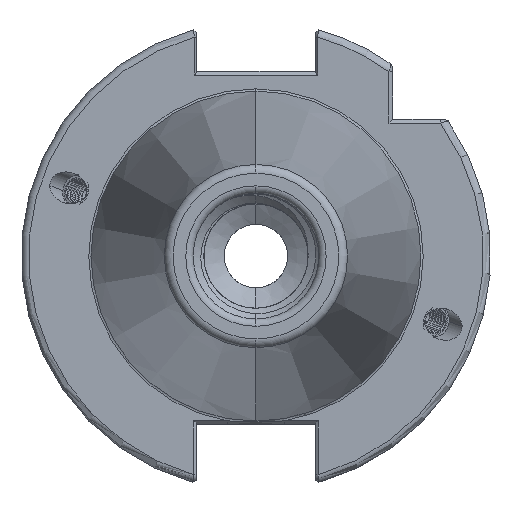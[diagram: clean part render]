
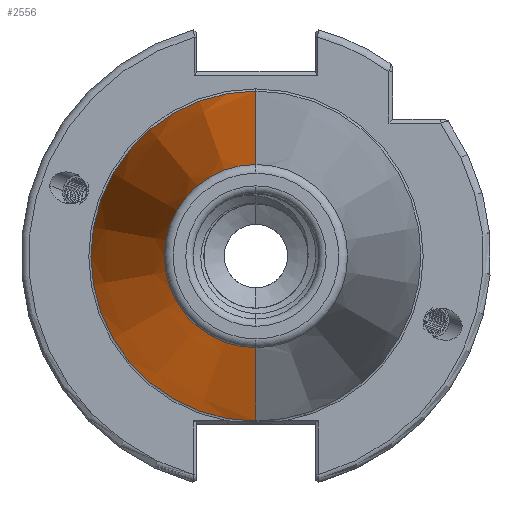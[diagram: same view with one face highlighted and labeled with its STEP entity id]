
A CAD part, left-side view. The second image highlights one B-rep face of the part: STEP entity #2556.
In plain terms, the highlighted conical face has half-angle 8.297 degrees and reference radius 22.692 mm.
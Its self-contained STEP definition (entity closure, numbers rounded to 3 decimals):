
#452 = CONICAL_SURFACE ( 'NONE', #16940, 22.692, 0.145 ) ;
#814 = CIRCLE ( 'NONE', #9558, 12.4 ) ;
#827 = CIRCLE ( 'NONE', #9572, 22.327 ) ;
#2556 = ADVANCED_FACE ( 'NONE', ( #16927 ), #452, .T. ) ;
#4067 = VERTEX_POINT ( 'NONE', #17719 ) ;
#4076 = VERTEX_POINT ( 'NONE', #17726 ) ;
#4078 = VERTEX_POINT ( 'NONE', #17728 ) ;
#4090 = VERTEX_POINT ( 'NONE', #17733 ) ;
#6825 = EDGE_LOOP ( 'NONE', ( #7250, #7248, #7249, #7247 ) ) ;
#7247 = ORIENTED_EDGE ( 'NONE', *, *, #16048, .F. ) ;
#7248 = ORIENTED_EDGE ( 'NONE', *, *, #16046, .T. ) ;
#7249 = ORIENTED_EDGE ( 'NONE', *, *, #16047, .F. ) ;
#7250 = ORIENTED_EDGE ( 'NONE', *, *, #16023, .T. ) ;
#9558 = AXIS2_PLACEMENT_3D ( 'NONE', #11935, #11936, #11937 ) ;
#9572 = AXIS2_PLACEMENT_3D ( 'NONE', #11983, #11990, #11991 ) ;
#9578 = VECTOR ( 'NONE', #11989, 1000. ) ;
#9580 = VECTOR ( 'NONE', #11995, 1000. ) ;
#11935 = CARTESIAN_POINT ( 'NONE',  ( -70.573, 0., 0. ) ) ;
#11936 = DIRECTION ( 'NONE',  ( 1., 0., 0. ) ) ;
#11937 = DIRECTION ( 'NONE',  ( 0., 0., 1. ) ) ;
#11983 = CARTESIAN_POINT ( 'NONE',  ( -2.5, 0., 0. ) ) ;
#11987 = LINE ( 'NONE', #11988, #9578 ) ;
#11988 = CARTESIAN_POINT ( 'NONE',  ( 0., 0., 22.692 ) ) ;
#11989 = DIRECTION ( 'NONE',  ( 0.99, 0., 0.144 ) ) ;
#11990 = DIRECTION ( 'NONE',  ( 1., 0., 0. ) ) ;
#11991 = DIRECTION ( 'NONE',  ( 0., 0., -1. ) ) ;
#11993 = LINE ( 'NONE', #11994, #9580 ) ;
#11994 = CARTESIAN_POINT ( 'NONE',  ( 0., 0., -22.692 ) ) ;
#11995 = DIRECTION ( 'NONE',  ( 0.99, 0., -0.144 ) ) ;
#14284 = CARTESIAN_POINT ( 'NONE',  ( 0., 0., 0. ) ) ;
#14285 = DIRECTION ( 'NONE',  ( 1., 0., 0. ) ) ;
#14286 = DIRECTION ( 'NONE',  ( 0., 0., -1. ) ) ;
#16023 = EDGE_CURVE ( 'NONE', #4067, #4090, #814, .T. ) ;
#16046 = EDGE_CURVE ( 'NONE', #4090, #4076, #11987, .T. ) ;
#16047 = EDGE_CURVE ( 'NONE', #4078, #4076, #827, .T. ) ;
#16048 = EDGE_CURVE ( 'NONE', #4067, #4078, #11993, .T. ) ;
#16927 = FACE_OUTER_BOUND ( 'NONE', #6825, .T. ) ;
#16940 = AXIS2_PLACEMENT_3D ( 'NONE', #14284, #14285, #14286 ) ;
#17719 = CARTESIAN_POINT ( 'NONE',  ( -70.573, 0., -12.4 ) ) ;
#17726 = CARTESIAN_POINT ( 'NONE',  ( -2.5, 0., 22.327 ) ) ;
#17728 = CARTESIAN_POINT ( 'NONE',  ( -2.5, 0., -22.327 ) ) ;
#17733 = CARTESIAN_POINT ( 'NONE',  ( -70.573, 0., 12.4 ) ) ;
